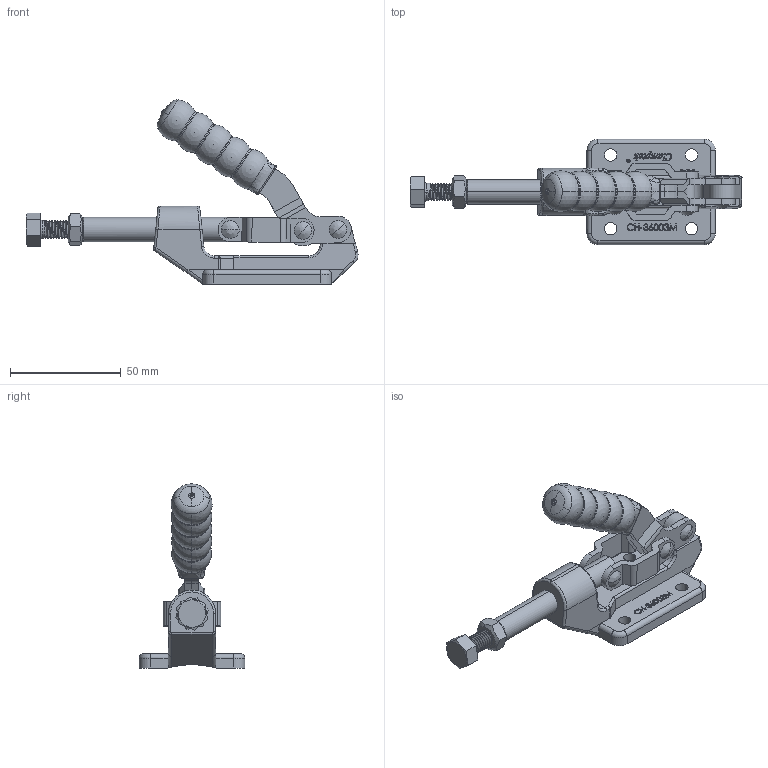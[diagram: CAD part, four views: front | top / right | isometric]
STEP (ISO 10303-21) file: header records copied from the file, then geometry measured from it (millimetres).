
FILE_DESCRIPTION (( 'STEP AP203' ), '1' );
FILE_NAME ('CH-36003M.STEP', '2017-11-24T08:02:55', ( 'Windows' ), ( 'Microsoft' ), 'SwSTEP 2.0', 'SolidWorks 2015', '' );
FILE_SCHEMA (( 'CONFIG_CONTROL_DESIGN' ));
Length unit declared in the file: millimetre
Products named in the file (12): CH-36003-08; CH-36003-07; CH-36003-04 CONNECTING-PLATE; CH-36003-06; CH-36003-01 BASE; CH-36003-05 CREST STALK; M8 Nut; CH-12130綵竄忒梟杶; CH-SA-085012 SPINDLE SUPPLIED; CH-36003M; CH-36003-03 HANDLE; CH-36003-02 CREST STALK
Assembly tree (12 placements, depth 2):
  CH-36003M
    CH-36003-01 BASE
    M8 Nut
    CH-SA-085012 SPINDLE SUPPLIED
    CH-36003-03 HANDLE
    CH-36003-02 CREST STALK
    CH-36003-08
    CH-36003-07
    CH-36003-04 CONNECTING-PLATE  x2
    CH-36003-06
    CH-36003-05 CREST STALK
    CH-12130綵竄忒梟杶
Bounding box: 149.86 x 47.6 x 83.14 mm (x, y, z)
Volume: 63572.1 mm3; surface area: 35442.6 mm2
Topology: 13 solids, 13 shells, 852 faces, 2319 edges, 1501 vertices
Faces by surface type: plane 265, cylinder 259, bspline 235, torus 46, cone 31, sphere 16
Entity records: 42159 total; most frequent: CARTESIAN_POINT 22416, ORIENTED_EDGE 4420, DIRECTION 3021, EDGE_CURVE 2210, VERTEX_POINT 1442, VECTOR 1035, LINE 1035, AXIS2_PLACEMENT_3D 993
